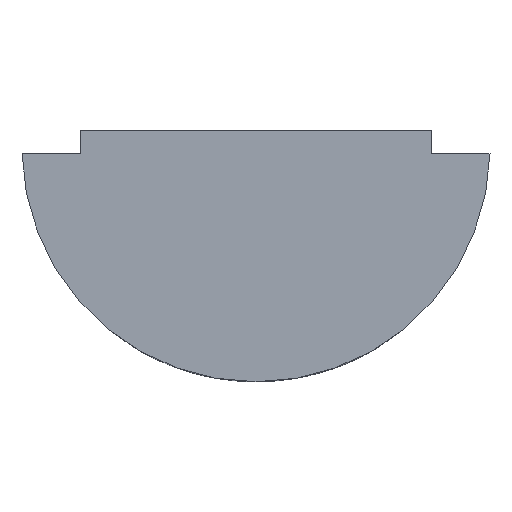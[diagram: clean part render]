
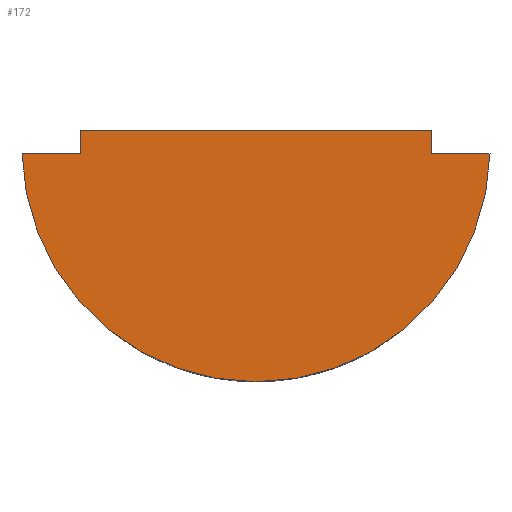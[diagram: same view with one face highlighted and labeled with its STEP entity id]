
A CAD part, front view. The second image highlights one B-rep face of the part: STEP entity #172.
In plain terms, the highlighted planar face has unit normal (0, -1, 0).
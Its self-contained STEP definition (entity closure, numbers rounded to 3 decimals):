
#17=PLANE('',#196);
#25=FACE_OUTER_BOUND('',#34,.T.);
#34=EDGE_LOOP('',(#129,#130,#131,#132,#133,#134));
#48=LINE('',#298,#65);
#49=LINE('',#300,#66);
#50=LINE('',#302,#67);
#51=LINE('',#304,#68);
#52=LINE('',#307,#69);
#65=VECTOR('',#215,10.);
#66=VECTOR('',#216,10.);
#67=VECTOR('',#217,10.);
#68=VECTOR('',#218,10.);
#69=VECTOR('',#221,10.);
#82=CIRCLE('',#197,4.001);
#88=VERTEX_POINT('',#296);
#89=VERTEX_POINT('',#297);
#90=VERTEX_POINT('',#299);
#91=VERTEX_POINT('',#301);
#92=VERTEX_POINT('',#303);
#93=VERTEX_POINT('',#305);
#105=EDGE_CURVE('',#88,#89,#48,.T.);
#106=EDGE_CURVE('',#89,#90,#49,.T.);
#107=EDGE_CURVE('',#90,#91,#50,.T.);
#108=EDGE_CURVE('',#91,#92,#51,.T.);
#109=EDGE_CURVE('',#92,#93,#82,.T.);
#110=EDGE_CURVE('',#93,#88,#52,.T.);
#129=ORIENTED_EDGE('',*,*,#105,.T.);
#130=ORIENTED_EDGE('',*,*,#106,.T.);
#131=ORIENTED_EDGE('',*,*,#107,.T.);
#132=ORIENTED_EDGE('',*,*,#108,.T.);
#133=ORIENTED_EDGE('',*,*,#109,.T.);
#134=ORIENTED_EDGE('',*,*,#110,.T.);
#172=ADVANCED_FACE('',(#25),#17,.F.);
#196=AXIS2_PLACEMENT_3D('',#295,#213,#214);
#197=AXIS2_PLACEMENT_3D('',#306,#219,#220);
#213=DIRECTION('center_axis',(0.,1.,0.));
#214=DIRECTION('ref_axis',(1.,0.,0.));
#215=DIRECTION('',(0.,0.,1.));
#216=DIRECTION('',(-1.,0.,0.));
#217=DIRECTION('',(0.,0.,-1.));
#218=DIRECTION('',(-1.,0.,0.));
#219=DIRECTION('center_axis',(0.,-1.,0.));
#220=DIRECTION('ref_axis',(1.,0.,0.));
#221=DIRECTION('',(-1.,0.,0.));
#295=CARTESIAN_POINT('Origin',(0.,-7.,2.15));
#296=CARTESIAN_POINT('',(3.,-7.,3.9));
#297=CARTESIAN_POINT('',(3.,-7.,4.3));
#298=CARTESIAN_POINT('',(3.,-7.,4.3));
#299=CARTESIAN_POINT('',(-3.,-7.,4.3));
#300=CARTESIAN_POINT('',(3.,-7.,4.3));
#301=CARTESIAN_POINT('',(-3.,-7.,3.9));
#302=CARTESIAN_POINT('',(-3.,-7.,4.3));
#303=CARTESIAN_POINT('',(-4.,-7.,3.9));
#304=CARTESIAN_POINT('',(-3.,-7.,3.9));
#305=CARTESIAN_POINT('',(4.,-7.,3.9));
#306=CARTESIAN_POINT('Origin',(0.,-7.,4.001));
#307=CARTESIAN_POINT('',(3.,-7.,3.9));
